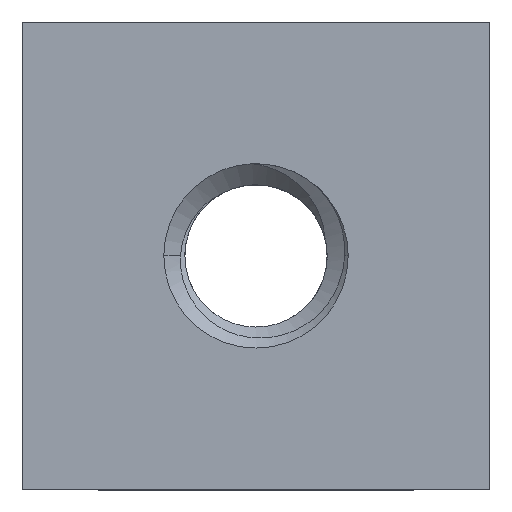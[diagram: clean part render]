
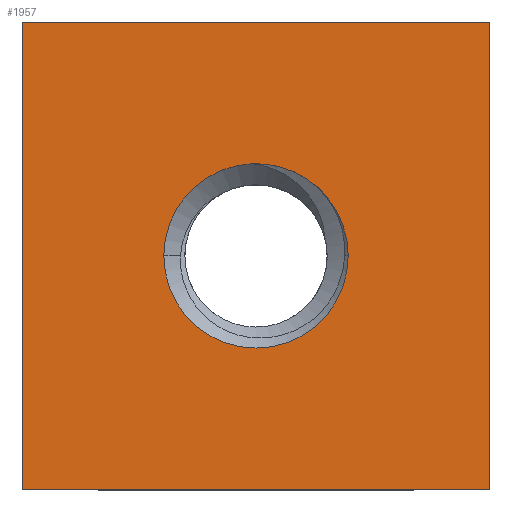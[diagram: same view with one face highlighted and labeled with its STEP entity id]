
A CAD part, top view. The second image highlights one B-rep face of the part: STEP entity #1957.
In plain terms, the highlighted planar face has unit normal (0, 0, 1).
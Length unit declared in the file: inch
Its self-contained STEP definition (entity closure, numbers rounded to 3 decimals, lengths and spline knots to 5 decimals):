
#55 = LINE ( 'NONE', #1336, #1046 ) ;
#88 = DIRECTION ( 'NONE',  ( 0., 1., 0. ) ) ;
#95 = DIRECTION ( 'NONE',  ( 0., 0., -1. ) ) ;
#115 = PLANE ( 'NONE',  #434 ) ;
#124 = CARTESIAN_POINT ( 'NONE',  ( -0.175, 1.1244, -0.235 ) ) ;
#180 = CARTESIAN_POINT ( 'NONE',  ( 0., 1.65, -0.235 ) ) ;
#261 = DIRECTION ( 'NONE',  ( -1., 0., 0. ) ) ;
#270 = DIRECTION ( 'NONE',  ( 1., 0., 0. ) ) ;
#276 = VECTOR ( 'NONE', #1921, 39.37008 ) ;
#287 = CARTESIAN_POINT ( 'NONE',  ( 0., 1.825, -0.235 ) ) ;
#309 = CIRCLE ( 'NONE', #1973, 0.069 ) ;
#318 = CARTESIAN_POINT ( 'NONE',  ( 0.04651, 1.70097, -0.235 ) ) ;
#341 = DIRECTION ( 'NONE',  ( -1., 0., 0. ) ) ;
#434 = AXIS2_PLACEMENT_3D ( 'NONE', #812, #1566, #985 ) ;
#463 = CARTESIAN_POINT ( 'NONE',  ( 0., 1.65, -0.235 ) ) ;
#503 = ORIENTED_EDGE ( 'NONE', *, *, #2000, .T. ) ;
#508 = LINE ( 'NONE', #287, #276 ) ;
#525 = ORIENTED_EDGE ( 'NONE', *, *, #1954, .T. ) ;
#526 = VERTEX_POINT ( 'NONE', #1014 ) ;
#578 = VERTEX_POINT ( 'NONE', #1221 ) ;
#677 = ORIENTED_EDGE ( 'NONE', *, *, #1515, .T. ) ;
#698 = CARTESIAN_POINT ( 'NONE',  ( -0.069, 1.65, -0.235 ) ) ;
#756 = AXIS2_PLACEMENT_3D ( 'NONE', #1344, #95, #261 ) ;
#800 = EDGE_LOOP ( 'NONE', ( #503, #1919, #1650, #2177 ) ) ;
#812 = CARTESIAN_POINT ( 'NONE',  ( 0., 1.825, -0.235 ) ) ;
#839 = VERTEX_POINT ( 'NONE', #1285 ) ;
#844 = CIRCLE ( 'NONE', #1778, 0.069 ) ;
#870 = LINE ( 'NONE', #124, #1268 ) ;
#985 = DIRECTION ( 'NONE',  ( -1., 0., 0. ) ) ;
#994 = CARTESIAN_POINT ( 'NONE',  ( 0.175, 1.475, -0.235 ) ) ;
#1014 = CARTESIAN_POINT ( 'NONE',  ( -0.175, 1.825, -0.235 ) ) ;
#1015 = DIRECTION ( 'NONE',  ( 0., 0., -1. ) ) ;
#1030 = CARTESIAN_POINT ( 'NONE',  ( 0., 1.65, -0.235 ) ) ;
#1040 = DIRECTION ( 'NONE',  ( -1., 0., 0. ) ) ;
#1046 = VECTOR ( 'NONE', #270, 39.37008 ) ;
#1064 = VECTOR ( 'NONE', #1579, 39.37008 ) ;
#1168 = DIRECTION ( 'NONE',  ( -1., 0., 0. ) ) ;
#1209 = ORIENTED_EDGE ( 'NONE', *, *, #1760, .T. ) ;
#1221 = CARTESIAN_POINT ( 'NONE',  ( 0.069, 1.65, -0.235 ) ) ;
#1243 = LINE ( 'NONE', #2303, #1064 ) ;
#1268 = VECTOR ( 'NONE', #88, 39.37008 ) ;
#1270 = DIRECTION ( 'NONE',  ( 0., 0., -1. ) ) ;
#1285 = CARTESIAN_POINT ( 'NONE',  ( -0.175, 1.475, -0.235 ) ) ;
#1336 = CARTESIAN_POINT ( 'NONE',  ( 0., 1.475, -0.235 ) ) ;
#1341 = EDGE_CURVE ( 'NONE', #526, #1464, #508, .T. ) ;
#1342 = EDGE_CURVE ( 'NONE', #839, #526, #870, .T. ) ;
#1344 = CARTESIAN_POINT ( 'NONE',  ( 0., 1.65, -0.235 ) ) ;
#1388 = CIRCLE ( 'NONE', #756, 0.069 ) ;
#1460 = ORIENTED_EDGE ( 'NONE', *, *, #2001, .T. ) ;
#1464 = VERTEX_POINT ( 'NONE', #1527 ) ;
#1515 = EDGE_CURVE ( 'NONE', #2233, #1584, #309, .T. ) ;
#1527 = CARTESIAN_POINT ( 'NONE',  ( 0.175, 1.825, -0.235 ) ) ;
#1566 = DIRECTION ( 'NONE',  ( 0., 0., -1. ) ) ;
#1579 = DIRECTION ( 'NONE',  ( 0., 1., 0. ) ) ;
#1584 = VERTEX_POINT ( 'NONE', #318 ) ;
#1610 = EDGE_CURVE ( 'NONE', #2004, #1464, #1243, .T. ) ;
#1650 = ORIENTED_EDGE ( 'NONE', *, *, #1341, .F. ) ;
#1760 = EDGE_CURVE ( 'NONE', #2030, #2233, #2223, .T. ) ;
#1778 = AXIS2_PLACEMENT_3D ( 'NONE', #1030, #1015, #1040 ) ;
#1861 = FACE_BOUND ( 'NONE', #2113, .T. ) ;
#1903 = DIRECTION ( 'NONE',  ( 0., 0., -1. ) ) ;
#1919 = ORIENTED_EDGE ( 'NONE', *, *, #1610, .T. ) ;
#1921 = DIRECTION ( 'NONE',  ( 1., 0., 0. ) ) ;
#1954 = EDGE_CURVE ( 'NONE', #578, #2030, #1388, .T. ) ;
#1957 = ADVANCED_FACE ( 'NONE', ( #1861, #2146 ), #115, .F. ) ;
#1973 = AXIS2_PLACEMENT_3D ( 'NONE', #463, #1903, #1168 ) ;
#2000 = EDGE_CURVE ( 'NONE', #839, #2004, #55, .T. ) ;
#2001 = EDGE_CURVE ( 'NONE', #1584, #578, #844, .T. ) ;
#2004 = VERTEX_POINT ( 'NONE', #994 ) ;
#2030 = VERTEX_POINT ( 'NONE', #698 ) ;
#2113 = EDGE_LOOP ( 'NONE', ( #677, #1460, #525, #1209 ) ) ;
#2137 = AXIS2_PLACEMENT_3D ( 'NONE', #180, #1270, #341 ) ;
#2146 = FACE_OUTER_BOUND ( 'NONE', #800, .T. ) ;
#2177 = ORIENTED_EDGE ( 'NONE', *, *, #1342, .F. ) ;
#2223 = CIRCLE ( 'NONE', #2137, 0.069 ) ;
#2233 = VERTEX_POINT ( 'NONE', #2324 ) ;
#2303 = CARTESIAN_POINT ( 'NONE',  ( 0.175, 1.1244, -0.235 ) ) ;
#2324 = CARTESIAN_POINT ( 'NONE',  ( -0.00288, 1.71894, -0.235 ) ) ;
